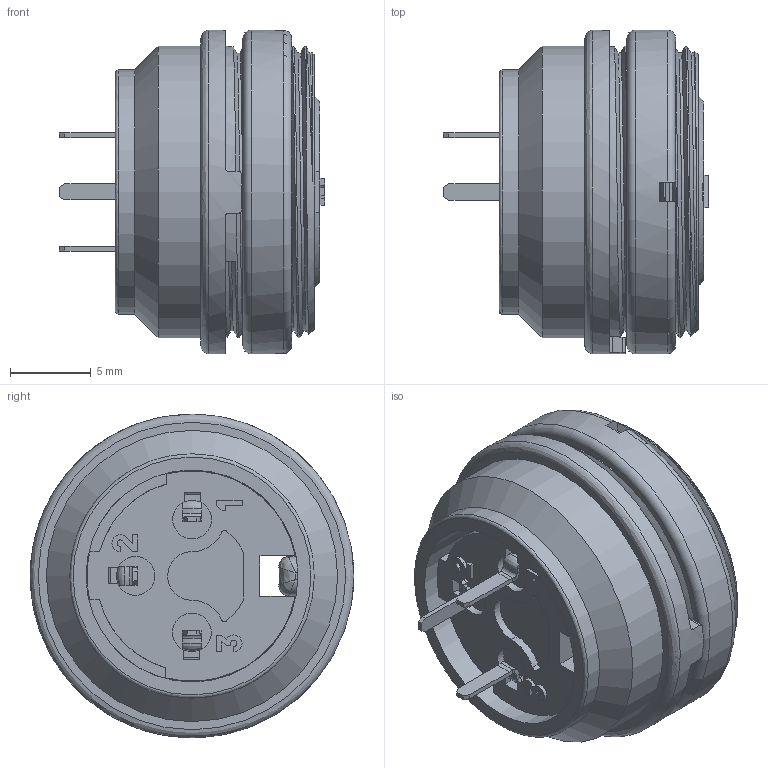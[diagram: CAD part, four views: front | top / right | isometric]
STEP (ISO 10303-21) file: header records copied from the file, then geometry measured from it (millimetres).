
FILE_DESCRIPTION(/* description */ (''),/* implementation_level */ '2;1');
FILE_NAME(/* name */ 't 3263 400 unxc001-01.stp',/* time_stamp */ '2019-07-08T15:29:37+02:00',/* author */ (''),/* organization */ (''),/* preprocessor_version */ 'ST-DEVELOPER v16.7',/* originating_system */ 'SIEMENS PLM Software NX 12.0',/* authorisation */ '');
FILE_SCHEMA (('AUTOMOTIVE_DESIGN { 1 0 10303 214 3 1 1 1 }'));
Length unit declared in the file: millimetre
Products named in the file (1): t 3263 400 unxc001-01
Bounding box: 16.4 x 20 x 20 mm (x, y, z)
Volume: 2434.8 mm3; surface area: 2910 mm2
Topology: 1 solids, 1 shells, 289 faces, 788 edges, 506 vertices
Faces by surface type: plane 139, bspline 77, cylinder 61, cone 9, torus 3
Full cylindrical faces by diameter (mm): 2 x2, 13.1 x1, 13.9 x1, 15.1 x1, 15.2 x5, 16.2 x1, 18 x1, 18.3 x1, 20 x2
Entity records: 13631 total; most frequent: CARTESIAN_POINT 5806, ORIENTED_EDGE 1498, DIRECTION 1087, EDGE_CURVE 749, VERTEX_POINT 491, LINE 387, VECTOR 387, AXIS2_PLACEMENT_3D 350
